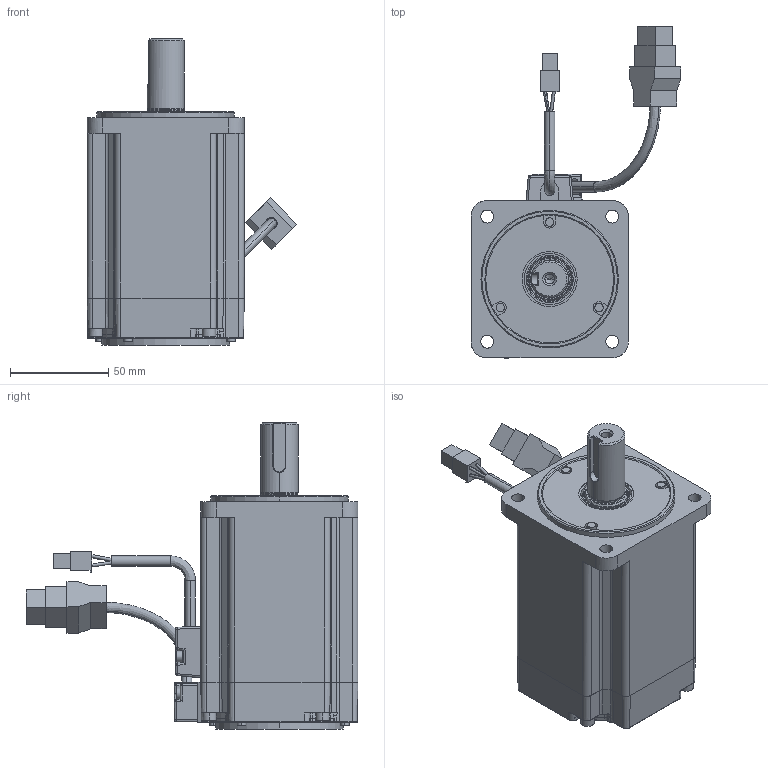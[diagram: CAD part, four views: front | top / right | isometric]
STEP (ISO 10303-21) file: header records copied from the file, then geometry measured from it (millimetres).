
FILE_DESCRIPTION (( 'STEP AP214' ), '1' );
FILE_NAME ('ECM-A3H-CX0807RSX 2nd.STEP', '2020-06-09T16:28:54', ( '' ), ( '' ), 'SwSTEP 2.0', 'SolidWorks 2017', '' );
FILE_SCHEMA (( 'AUTOMOTIVE_DESIGN' ));
Length unit declared in the file: inch
Products named in the file (1): ECM-A3H-CX0807RSX 2nd
Bounding box: 106.81 x 168.93 x 155.8 mm (x, y, z)
Volume: 692239 mm3; surface area: 62952.3 mm2
Topology: 1 solids, 1 shells, 725 faces, 1838 edges, 1111 vertices
Faces by surface type: cylinder 294, plane 223, bspline 161, cone 47
Entity records: 26841 total; most frequent: CARTESIAN_POINT 10877, ORIENTED_EDGE 3612, DIRECTION 2977, EDGE_CURVE 1806, AXIS2_PLACEMENT_3D 1113, VERTEX_POINT 1111, EDGE_LOOP 769, VECTOR 751
